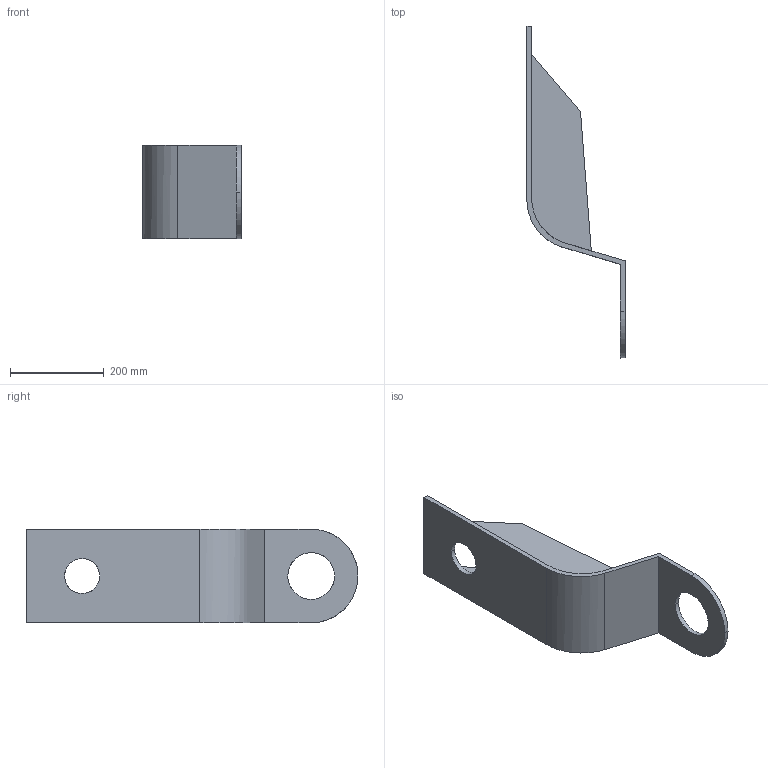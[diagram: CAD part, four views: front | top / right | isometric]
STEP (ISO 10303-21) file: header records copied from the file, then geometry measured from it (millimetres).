
FILE_DESCRIPTION (( 'STEP AP203' ), '1' );
FILE_NAME ('M5 - Model_004_1.03.IGS_Default_sldprt.STEP', '2023-01-17T08:10:46', ( '' ), ( '' ), 'SwSTEP 2.0', 'SolidWorks 2019', '' );
FILE_SCHEMA (( 'CONFIG_CONTROL_DESIGN' ));
Length unit declared in the file: millimetre
Products named in the file (1): M5 - Model_004_1.03.IGS_Default_sldprt
Bounding box: 210 x 710 x 200 mm (x, y, z)
Volume: 2281516.9 mm3; surface area: 476934.9 mm2
Topology: 1 solids, 1 shells, 27 faces, 75 edges, 50 vertices
Faces by surface type: bspline 27
Entity records: 1098 total; most frequent: CARTESIAN_POINT 572, ORIENTED_EDGE 150, EDGE_CURVE 75, B_SPLINE_CURVE_WITH_KNOTS 61, VERTEX_POINT 50, EDGE_LOOP 31, FACE_OUTER_BOUND 27, ADVANCED_FACE 27
